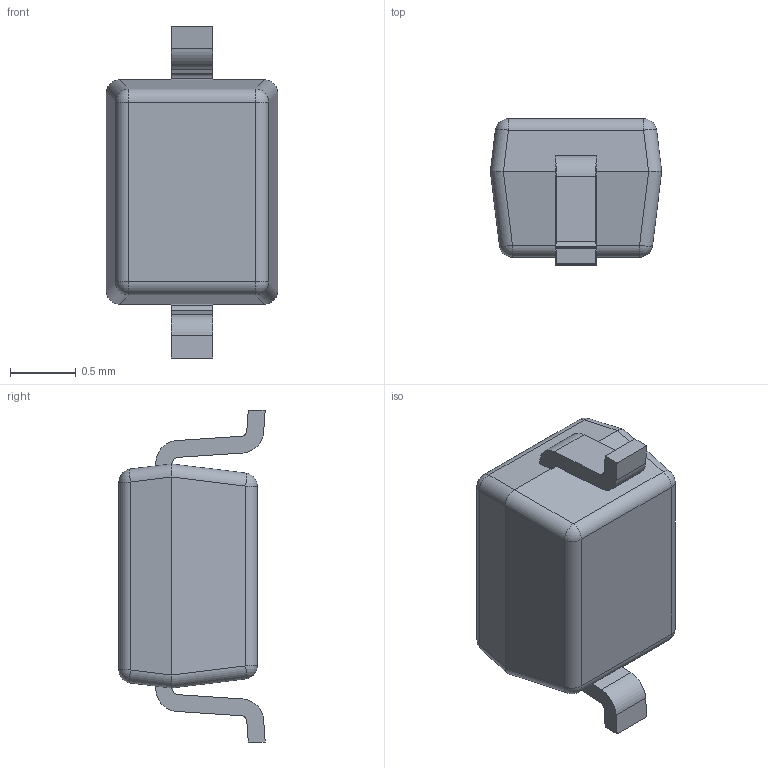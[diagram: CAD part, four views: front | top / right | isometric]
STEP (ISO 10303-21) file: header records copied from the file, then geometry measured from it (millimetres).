
FILE_DESCRIPTION(('CAx-IF Rec.Pracs.---Model Styling and Organization---1.5---2016-08-15','CAx-IF Rec.Pracs.---Geometric and Assembly Validation Properties---4.4---2016-08-17','CAx-IF Rec.Pracs.---User Defined Attributes---1.5---2016-08-15','CAx-IF Rec.Pracs.---External References---2.1---2005-01-19'),'2;1');
FILE_NAME('304747.step','2025-06-03T00:43:37',('Unspecified'),('Unspecified'),'CAD Exchanger 3.10.2 (cadexchanger.com)','Unspecified','');
FILE_SCHEMA(('AUTOMOTIVE_DESIGN { 1 0 10303 214 1 1 1 1 }'));
Length unit declared in the file: millimetre
Products named in the file (3): SOD323-AWB-001; SOD323-PCB-001; SOD323-LP-001
Assembly tree (2 placements, depth 2):
  SOD323-AWB-001
    SOD323-PCB-001
    SOD323-LP-001
Bounding box: 1.3 x 1.11 x 2.52 mm (x, y, z)
Volume: 2.1 mm3; surface area: 12.7 mm2
Topology: 3 solids, 3 shells, 90 faces, 216 edges, 132 vertices
Faces by surface type: plane 50, cylinder 32, sphere 8
Entity records: 2627 total; most frequent: DIRECTION 458, CARTESIAN_POINT 439, ORIENTED_EDGE 432, EDGE_CURVE 216, LINE 156, VECTOR 156, AXIS2_PLACEMENT_3D 151, VERTEX_POINT 132
